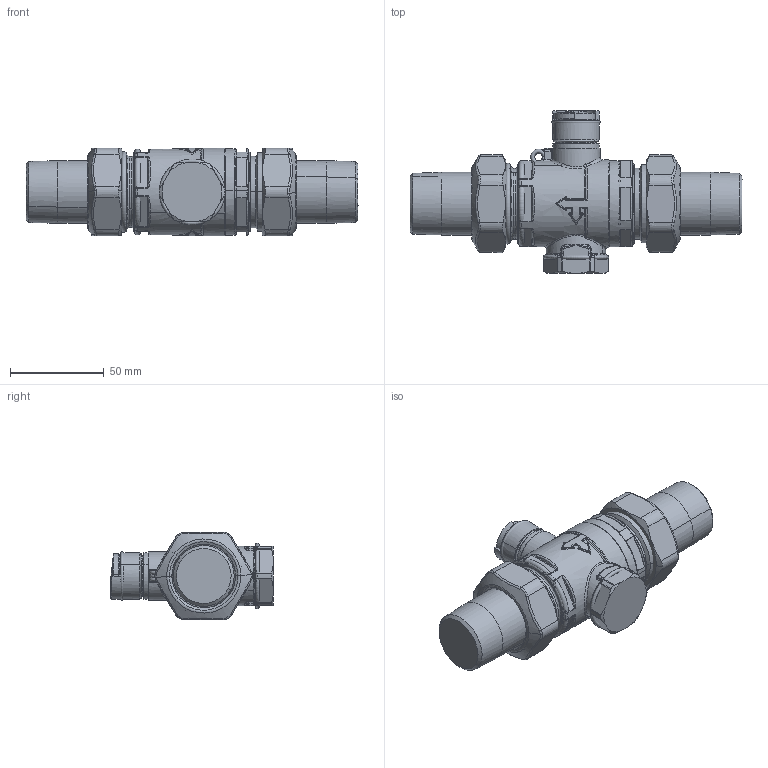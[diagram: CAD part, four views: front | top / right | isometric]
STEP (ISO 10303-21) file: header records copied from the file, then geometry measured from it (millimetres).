
FILE_DESCRIPTION((''),'2;1');
FILE_NAME('648060_-_TST_SW0001','2017-03-16T',('sparenzan'),(''),'CREO PARAMETRIC BY PTC INC, 2016050','CREO PARAMETRIC BY PTC INC, 2016050','');
FILE_SCHEMA(('CONFIG_CONTROL_DESIGN'));
Products named in the file (1): 648060_-_TST_SW0001
Bounding box: 177 x 86.5 x 46.8 mm (x, y, z)
Surface area: 73366.5 mm2 (no closed solid volume)
Topology: 0 solids, 0 shells, 758 faces, 3637 edges, 3534 vertices
Faces by surface type: bspline 651, torus 68, sphere 39
Entity records: 74123 total; most frequent: CARTESIAN_POINT 44293, DIRECTION 4335, TRIMMED_CURVE 3648, DEFINITIONAL_REPRESENTATION 3480, PCURVE 3480, COMPOSITE_CURVE_SEGMENT 3480, VECTOR 3175, LINE 3175
